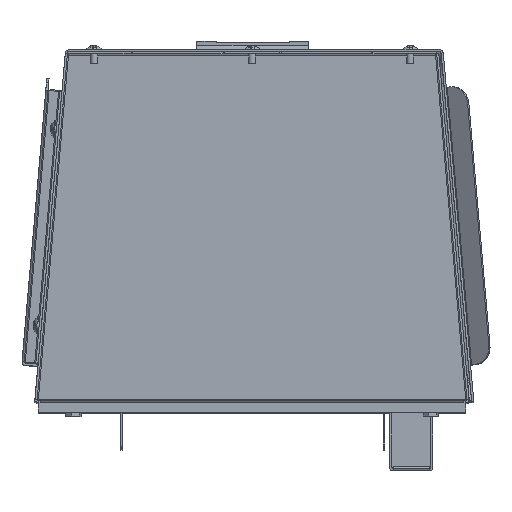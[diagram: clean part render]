
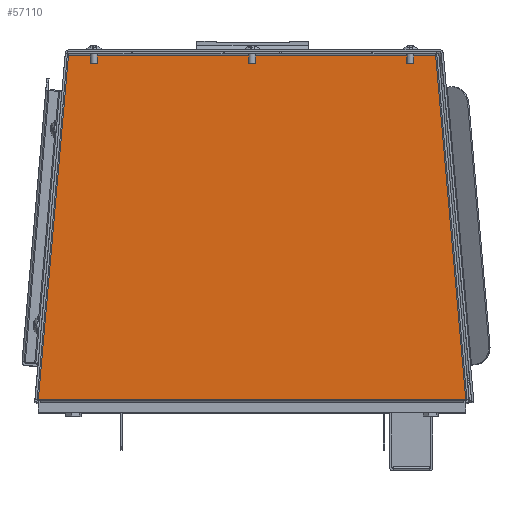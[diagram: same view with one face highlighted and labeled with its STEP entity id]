
A CAD part, front view. The second image highlights one B-rep face of the part: STEP entity #57110.
In plain terms, the highlighted planar face has unit normal (0, -1, 0.001).
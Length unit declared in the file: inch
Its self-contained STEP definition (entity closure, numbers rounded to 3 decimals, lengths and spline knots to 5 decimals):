
#1387 = VERTEX_POINT ( 'NONE', #14303 ) ;
#2168 = CARTESIAN_POINT ( 'NONE',  ( 5.64348, 0.58887, -3.58492 ) ) ;
#3079 = VERTEX_POINT ( 'NONE', #51842 ) ;
#3530 = FACE_OUTER_BOUND ( 'NONE', #28797, .T. ) ;
#3854 = VERTEX_POINT ( 'NONE', #41908 ) ;
#4425 = ORIENTED_EDGE ( 'NONE', *, *, #30914, .T. ) ;
#5559 = ORIENTED_EDGE ( 'NONE', *, *, #7147, .F. ) ;
#5665 = VECTOR ( 'NONE', #29385, 39.37008 ) ;
#6791 = CARTESIAN_POINT ( 'NONE',  ( 5.72642, 0.58804, -4.53291 ) ) ;
#7147 = EDGE_CURVE ( 'NONE', #3079, #27282, #43691, .T. ) ;
#7449 = DIRECTION ( 'NONE',  ( 0., -1., 0.001 ) ) ;
#7791 = CARTESIAN_POINT ( 'NONE',  ( -5.69946, 0.588, -4.5773 ) ) ;
#7900 = CARTESIAN_POINT ( 'NONE',  ( -4.94782, 0.59613, 4.72109 ) ) ;
#13467 = ORIENTED_EDGE ( 'NONE', *, *, #31721, .T. ) ;
#14303 = CARTESIAN_POINT ( 'NONE',  ( 4.9168, 0.59613, 4.72109 ) ) ;
#15187 = VECTOR ( 'NONE', #53869, 39.37008 ) ;
#15248 = DIRECTION ( 'NONE',  ( 1., 0., 0. ) ) ;
#15786 = CARTESIAN_POINT ( 'NONE',  ( -5.69946, 0.58804, -4.53291 ) ) ;
#20936 = VECTOR ( 'NONE', #52762, 39.37008 ) ;
#20938 = EDGE_CURVE ( 'NONE', #64186, #1387, #42664, .T. ) ;
#22828 = VECTOR ( 'NONE', #63532, 39.37008 ) ;
#25161 = CARTESIAN_POINT ( 'NONE',  ( -4.94782, 0.59613, 4.72109 ) ) ;
#26370 = CARTESIAN_POINT ( 'NONE',  ( 4.9168, 0.59613, 4.72109 ) ) ;
#26512 = VECTOR ( 'NONE', #15248, 39.37008 ) ;
#27282 = VERTEX_POINT ( 'NONE', #15786 ) ;
#27738 = DIRECTION ( 'NONE',  ( -0.087, 0.001, 0.996 ) ) ;
#28797 = EDGE_LOOP ( 'NONE', ( #42972, #4425, #5559, #60575, #59029, #13467 ) ) ;
#29385 = DIRECTION ( 'NONE',  ( 1., 0., 0. ) ) ;
#30272 = CARTESIAN_POINT ( 'NONE',  ( -5.75744, 0.58804, -4.53291 ) ) ;
#30914 = EDGE_CURVE ( 'NONE', #3854, #27282, #48835, .T. ) ;
#31721 = EDGE_CURVE ( 'NONE', #1387, #32826, #47210, .T. ) ;
#32547 = DIRECTION ( 'NONE',  ( -1., 0., 0. ) ) ;
#32826 = VERTEX_POINT ( 'NONE', #7900 ) ;
#33611 = LINE ( 'NONE', #54149, #5665 ) ;
#36144 = EDGE_CURVE ( 'NONE', #32826, #3854, #63933, .T. ) ;
#41908 = CARTESIAN_POINT ( 'NONE',  ( -5.75744, 0.58804, -4.53291 ) ) ;
#42664 = LINE ( 'NONE', #2168, #20936 ) ;
#42972 = ORIENTED_EDGE ( 'NONE', *, *, #36144, .T. ) ;
#43027 = PLANE ( 'NONE',  #48267 ) ;
#43691 = LINE ( 'NONE', #63850, #22828 ) ;
#44360 = VECTOR ( 'NONE', #32547, 39.37008 ) ;
#47210 = LINE ( 'NONE', #26370, #44360 ) ;
#48267 = AXIS2_PLACEMENT_3D ( 'NONE', #7791, #7449, #27738 ) ;
#48835 = LINE ( 'NONE', #30272, #26512 ) ;
#51842 = CARTESIAN_POINT ( 'NONE',  ( 5.66844, 0.58804, -4.53291 ) ) ;
#52762 = DIRECTION ( 'NONE',  ( -0.087, 0.001, 0.996 ) ) ;
#53655 = EDGE_CURVE ( 'NONE', #3079, #64186, #33611, .T. ) ;
#53869 = DIRECTION ( 'NONE',  ( -0.087, -0.001, -0.996 ) ) ;
#54149 = CARTESIAN_POINT ( 'NONE',  ( 5.66844, 0.58804, -4.53291 ) ) ;
#57110 = ADVANCED_FACE ( 'NONE', ( #3530 ), #43027, .T. ) ;
#59029 = ORIENTED_EDGE ( 'NONE', *, *, #20938, .T. ) ;
#60575 = ORIENTED_EDGE ( 'NONE', *, *, #53655, .T. ) ;
#63532 = DIRECTION ( 'NONE',  ( -1., 0., 0. ) ) ;
#63850 = CARTESIAN_POINT ( 'NONE',  ( 5.66844, 0.58804, -4.53291 ) ) ;
#63933 = LINE ( 'NONE', #25161, #15187 ) ;
#64186 = VERTEX_POINT ( 'NONE', #6791 ) ;
